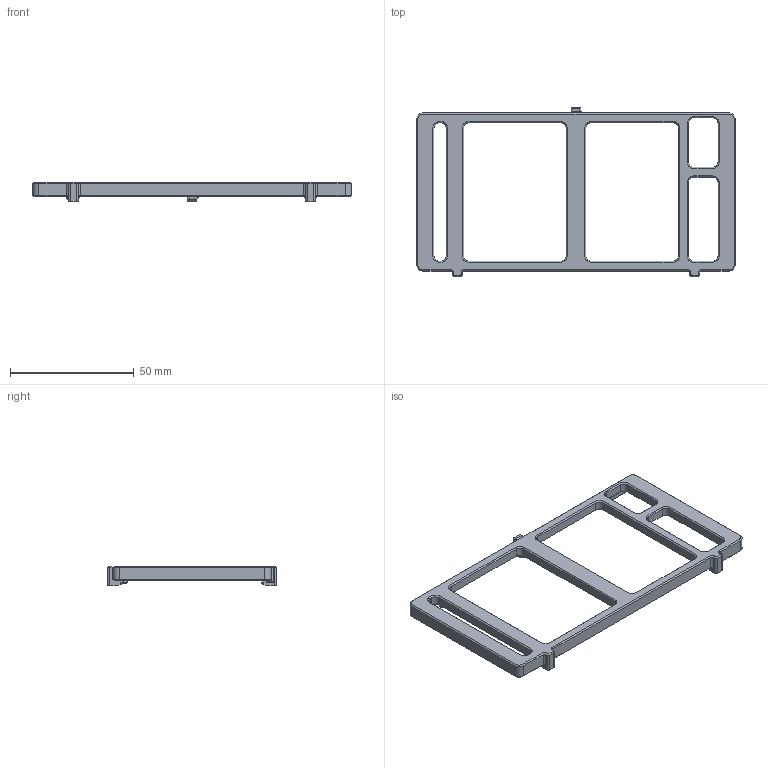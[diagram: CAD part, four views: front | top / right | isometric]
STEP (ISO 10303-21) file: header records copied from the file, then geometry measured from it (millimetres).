
FILE_DESCRIPTION(/* description */ ('STEP AP242','CAx-IF Rec.Pracs.---Representation and Presentation of Product Manufacturing Information (PMI)---4.0---2014-10-13','CAx-IF Rec.Pracs.---3D Tessellated Geometry---0.4---2014-09-14','2;1'),/* implementation_level */ '2;1');
FILE_NAME(/* name */ '67eb54fca34cc72ef7e1cfec',/* time_stamp */ '2025-04-01T02:52:44Z',/* author */ (''),/* organization */ (''),/* preprocessor_version */ 'ST-DEVELOPER v20',/* originating_system */ 'ONSHAPE BY PTC INC, 1.195',/* authorisation */ ' ');
FILE_SCHEMA (('AP242_MANAGED_MODEL_BASED_3D_ENGINEERING_MIM_LF { 1 0 10303 442 1 1 4 }'));
Length unit declared in the file: metre
Products named in the file (1): Part 1
Bounding box: 129 x 68.4 x 8 mm (x, y, z)
Volume: 13139.4 mm3; surface area: 11396.4 mm2
Topology: 1 solids, 1 shells, 198 faces, 491 edges, 296 vertices
Faces by surface type: plane 106, cylinder 47, cone 40, bspline 5
Full cylindrical faces by diameter (mm): 2 x1
Entity records: 5857 total; most frequent: CARTESIAN_POINT 1115, DIRECTION 985, ORIENTED_EDGE 976, EDGE_CURVE 488, LINE 347, VECTOR 347, AXIS2_PLACEMENT_3D 319, VERTEX_POINT 295
